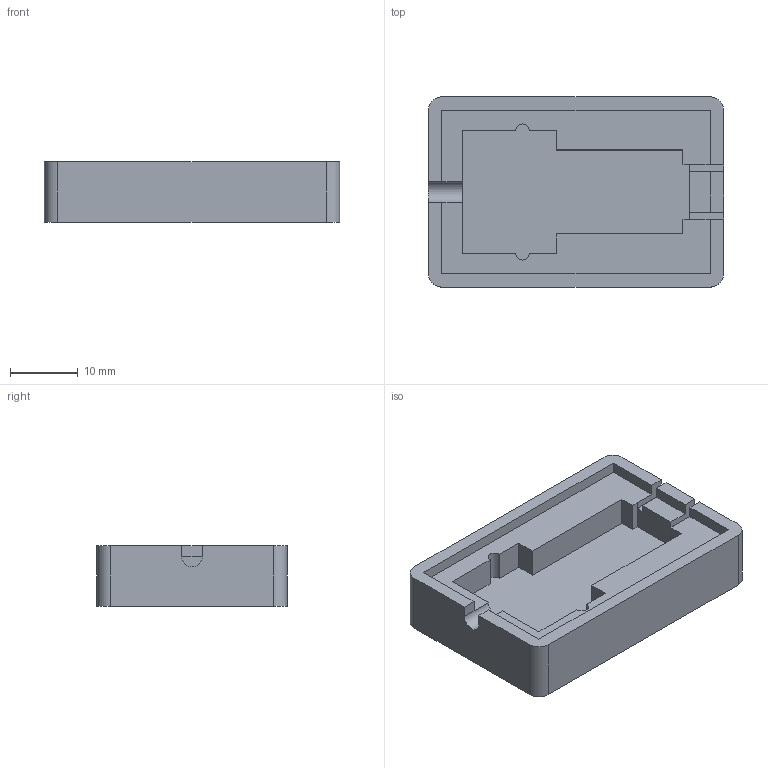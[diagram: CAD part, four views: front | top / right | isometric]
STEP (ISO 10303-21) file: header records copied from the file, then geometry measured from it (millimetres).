
FILE_DESCRIPTION(('FreeCAD Model'),'2;1');
FILE_NAME('Open CASCADE Shape Model','2025-05-13T00:08:42',(''),(''), 'Open CASCADE STEP processor 7.8','FreeCAD','Unknown');
FILE_SCHEMA(('AUTOMOTIVE_DESIGN { 1 0 10303 214 1 1 1 1 }'));
Length unit declared in the file: millimetre
Products named in the file (1): Top
Bounding box: 43.61 x 28.11 x 9 mm (x, y, z)
Volume: 7228.9 mm3; surface area: 4395 mm2
Topology: 1 solids, 1 shells, 48 faces, 136 edges, 90 vertices
Faces by surface type: plane 41, cylinder 7
Entity records: 1562 total; most frequent: CARTESIAN_POINT 275, ORIENTED_EDGE 272, DIRECTION 248, EDGE_CURVE 136, LINE 122, VECTOR 122, VERTEX_POINT 90, AXIS2_PLACEMENT_3D 63
